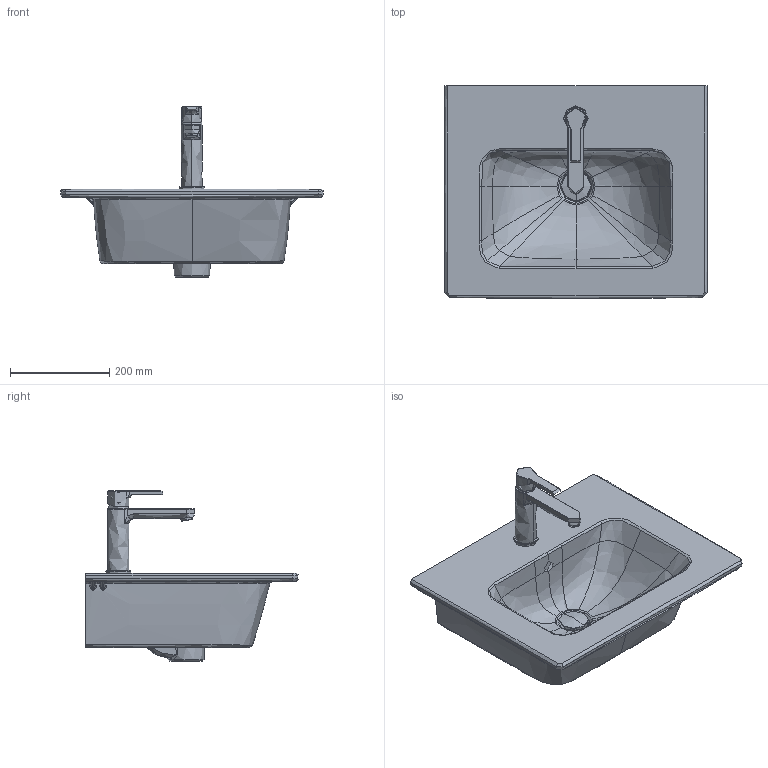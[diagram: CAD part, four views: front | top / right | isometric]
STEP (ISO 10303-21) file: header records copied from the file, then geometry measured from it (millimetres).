
FILE_DESCRIPTION(/* description */ (''),/* implementation_level */ '2;1');
FILE_NAME(/* name */ '233653',/* time_stamp */ '2021-02-04T08:28:42+01:00',/* author */ (''),/* organization */ (''),/* preprocessor_version */ 'ST-DEVELOPER v15',/* originating_system */ '',/* authorisation */ '');
FILE_SCHEMA (('AUTOMOTIVE_DESIGN'));
Length unit declared in the file: millimetre
Products named in the file (1): Document
Bounding box: 529.95 x 428.92 x 343.74 mm (x, y, z)
Volume: 9567323.1 mm3; surface area: 886127.2 mm2
Topology: 3 solids, 4 shells, 419 faces, 1008 edges, 588 vertices
Faces by surface type: bspline 359, plane 60
Entity records: 86975 total; most frequent: CARTESIAN_POINT 80985, ORIENTED_EDGE 1988, EDGE_CURVE 996, B_SPLINE_CURVE_WITH_KNOTS 715, VERTEX_POINT 588, EDGE_LOOP 433, ADVANCED_FACE 419, FACE_OUTER_BOUND 419
